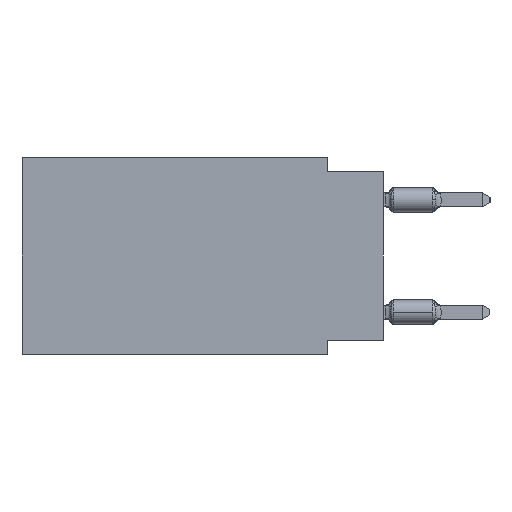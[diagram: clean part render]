
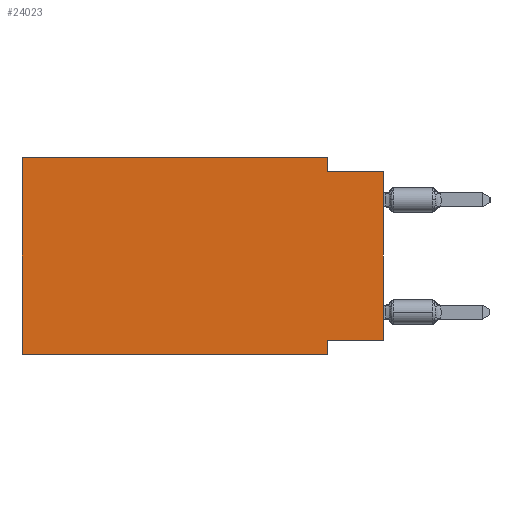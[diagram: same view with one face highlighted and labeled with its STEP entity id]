
A CAD part, left-side view. The second image highlights one B-rep face of the part: STEP entity #24023.
In plain terms, the highlighted planar face has unit normal (-1, 0, 0).
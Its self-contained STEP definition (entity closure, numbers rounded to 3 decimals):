
#110 = CARTESIAN_POINT ( 'NONE',  ( 0., 2.54, -8.255 ) ) ;
#243 = EDGE_CURVE ( 'NONE', #21334, #5662, #18340, .T. ) ;
#1054 = VECTOR ( 'NONE', #6865, 1000. ) ;
#2706 = LINE ( 'NONE', #32653, #23313 ) ;
#3206 = CARTESIAN_POINT ( 'NONE',  ( 0., 16.383, -8.89 ) ) ;
#4144 = LINE ( 'NONE', #12730, #8942 ) ;
#4320 = LINE ( 'NONE', #9871, #27278 ) ;
#4695 = CARTESIAN_POINT ( 'NONE',  ( 0., 2.54, -8.89 ) ) ;
#5662 = VERTEX_POINT ( 'NONE', #110 ) ;
#5729 = EDGE_CURVE ( 'NONE', #32524, #24920, #8712, .T. ) ;
#5781 = VECTOR ( 'NONE', #19660, 1000. ) ;
#6797 = PLANE ( 'NONE',  #7695 ) ;
#6865 = DIRECTION ( 'NONE',  ( 0., 1., 0. ) ) ;
#7001 = DIRECTION ( 'NONE',  ( 0., 0., 1. ) ) ;
#7695 = AXIS2_PLACEMENT_3D ( 'NONE', #25619, #20085, #28311 ) ;
#7900 = CARTESIAN_POINT ( 'NONE',  ( 0., 16.383, 0. ) ) ;
#8616 = ORIENTED_EDGE ( 'NONE', *, *, #34678, .T. ) ;
#8712 = LINE ( 'NONE', #22351, #5781 ) ;
#8942 = VECTOR ( 'NONE', #14891, 1000. ) ;
#9871 = CARTESIAN_POINT ( 'NONE',  ( 0., 0., 0. ) ) ;
#10404 = ORIENTED_EDGE ( 'NONE', *, *, #26722, .F. ) ;
#11653 = ORIENTED_EDGE ( 'NONE', *, *, #11732, .T. ) ;
#11732 = EDGE_CURVE ( 'NONE', #20277, #26636, #29297, .T. ) ;
#12388 = ORIENTED_EDGE ( 'NONE', *, *, #19577, .F. ) ;
#12581 = VERTEX_POINT ( 'NONE', #29563 ) ;
#12730 = CARTESIAN_POINT ( 'NONE',  ( 0., 2.54, -8.89 ) ) ;
#14271 = DIRECTION ( 'NONE',  ( 0., 0., 1. ) ) ;
#14768 = ORIENTED_EDGE ( 'NONE', *, *, #5729, .F. ) ;
#14797 = CARTESIAN_POINT ( 'NONE',  ( 0., 16.383, 0. ) ) ;
#14891 = DIRECTION ( 'NONE',  ( 0., 0., -1. ) ) ;
#15268 = ORIENTED_EDGE ( 'NONE', *, *, #15892, .F. ) ;
#15643 = CARTESIAN_POINT ( 'NONE',  ( 0., 0., -8.255 ) ) ;
#15811 = EDGE_LOOP ( 'NONE', ( #8616, #10404, #14768, #15268, #12388, #11653, #20489, #31200 ) ) ;
#15892 = EDGE_CURVE ( 'NONE', #23766, #32524, #28013, .T. ) ;
#15913 = VECTOR ( 'NONE', #23215, 1000. ) ;
#17386 = FACE_OUTER_BOUND ( 'NONE', #15811, .T. ) ;
#17488 = LINE ( 'NONE', #14797, #23601 ) ;
#18152 = CARTESIAN_POINT ( 'NONE',  ( 0., 0., -8.255 ) ) ;
#18340 = LINE ( 'NONE', #18152, #1054 ) ;
#19577 = EDGE_CURVE ( 'NONE', #20277, #23766, #17488, .T. ) ;
#19660 = DIRECTION ( 'NONE',  ( 0., 0., -1. ) ) ;
#19757 = DIRECTION ( 'NONE',  ( 0., -1., 0. ) ) ;
#20085 = DIRECTION ( 'NONE',  ( 1., 0., 0. ) ) ;
#20277 = VERTEX_POINT ( 'NONE', #3206 ) ;
#20340 = VECTOR ( 'NONE', #19757, 1000. ) ;
#20489 = ORIENTED_EDGE ( 'NONE', *, *, #34749, .F. ) ;
#21130 = CARTESIAN_POINT ( 'NONE',  ( 0., 2.54, 0. ) ) ;
#21334 = VERTEX_POINT ( 'NONE', #15643 ) ;
#22351 = CARTESIAN_POINT ( 'NONE',  ( 0., 2.54, 0. ) ) ;
#23215 = DIRECTION ( 'NONE',  ( 0., -1., 0. ) ) ;
#23313 = VECTOR ( 'NONE', #30654, 1000. ) ;
#23601 = VECTOR ( 'NONE', #14271, 1000. ) ;
#23766 = VERTEX_POINT ( 'NONE', #7900 ) ;
#24023 = ADVANCED_FACE ( 'NONE', ( #17386 ), #6797, .F. ) ;
#24920 = VERTEX_POINT ( 'NONE', #33624 ) ;
#25619 = CARTESIAN_POINT ( 'NONE',  ( 0., 16.383, 0. ) ) ;
#26636 = VERTEX_POINT ( 'NONE', #4695 ) ;
#26722 = EDGE_CURVE ( 'NONE', #24920, #12581, #2706, .T. ) ;
#27278 = VECTOR ( 'NONE', #7001, 1000. ) ;
#28013 = LINE ( 'NONE', #31201, #20340 ) ;
#28311 = DIRECTION ( 'NONE',  ( 0., 0., -1. ) ) ;
#29297 = LINE ( 'NONE', #31274, #15913 ) ;
#29563 = CARTESIAN_POINT ( 'NONE',  ( 0., 0., -0.635 ) ) ;
#30654 = DIRECTION ( 'NONE',  ( 0., -1., 0. ) ) ;
#31200 = ORIENTED_EDGE ( 'NONE', *, *, #243, .F. ) ;
#31201 = CARTESIAN_POINT ( 'NONE',  ( 0., 16.383, 0. ) ) ;
#31274 = CARTESIAN_POINT ( 'NONE',  ( 0., 16.383, -8.89 ) ) ;
#32524 = VERTEX_POINT ( 'NONE', #21130 ) ;
#32653 = CARTESIAN_POINT ( 'NONE',  ( 0., 0., -0.635 ) ) ;
#33624 = CARTESIAN_POINT ( 'NONE',  ( 0., 2.54, -0.635 ) ) ;
#34678 = EDGE_CURVE ( 'NONE', #21334, #12581, #4320, .T. ) ;
#34749 = EDGE_CURVE ( 'NONE', #5662, #26636, #4144, .T. ) ;
